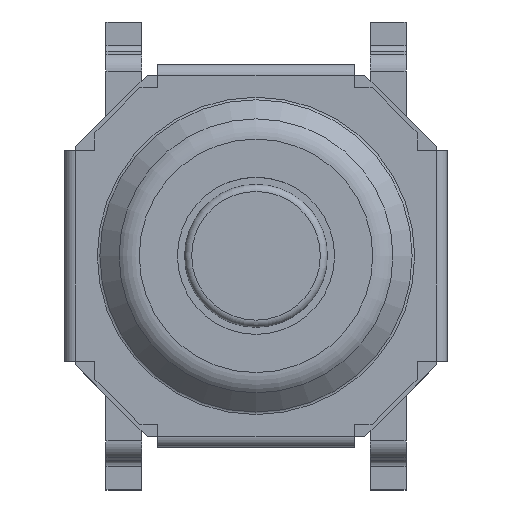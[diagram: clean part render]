
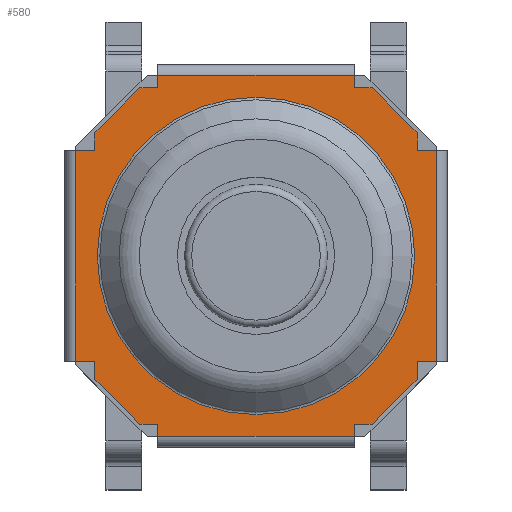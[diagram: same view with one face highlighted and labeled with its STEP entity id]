
A CAD part, top view. The second image highlights one B-rep face of the part: STEP entity #580.
In plain terms, the highlighted planar face has unit normal (0, 0, 1).
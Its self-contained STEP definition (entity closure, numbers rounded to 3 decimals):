
#580=ADVANCED_FACE('',(#2197,#2199),#2201,.T.);
#2197=FACE_BOUND('',#2198,.T.);
#2198=EDGE_LOOP('',(#3424,#3425,#3426,#3427,#3428,#3429,#3430,#3431,#3432,#3433,
#3434,#3435,#3436,#3437,#3438,#3439,#3440,#3441,#3442,#3443,#3444,#3445,#3446,#3447));
#2199=FACE_BOUND('',#2200,.T.);
#2200=EDGE_LOOP('',(#3448));
#2201=PLANE('',#2202);
#2202=AXIS2_PLACEMENT_3D('',#2203,#2204,#2205);
#2203=CARTESIAN_POINT('',(0.,0.,0.9));
#2204=DIRECTION('',(0.,0.,1.));
#2205=DIRECTION('',(1.,0.,0.));
#3424=ORIENTED_EDGE('',*,*,#4237,.T.);
#3425=ORIENTED_EDGE('',*,*,#4226,.T.);
#3426=ORIENTED_EDGE('',*,*,#4223,.T.);
#3427=ORIENTED_EDGE('',*,*,#4221,.T.);
#3428=ORIENTED_EDGE('',*,*,#4219,.T.);
#3429=ORIENTED_EDGE('',*,*,#4217,.T.);
#3430=ORIENTED_EDGE('',*,*,#4238,.T.);
#3431=ORIENTED_EDGE('',*,*,#4212,.T.);
#3432=ORIENTED_EDGE('',*,*,#4209,.T.);
#3433=ORIENTED_EDGE('',*,*,#4207,.T.);
#3434=ORIENTED_EDGE('',*,*,#4205,.T.);
#3435=ORIENTED_EDGE('',*,*,#4203,.T.);
#3436=ORIENTED_EDGE('',*,*,#4239,.T.);
#3437=ORIENTED_EDGE('',*,*,#4198,.T.);
#3438=ORIENTED_EDGE('',*,*,#4195,.T.);
#3439=ORIENTED_EDGE('',*,*,#4193,.T.);
#3440=ORIENTED_EDGE('',*,*,#4191,.T.);
#3441=ORIENTED_EDGE('',*,*,#4189,.T.);
#3442=ORIENTED_EDGE('',*,*,#4240,.T.);
#3443=ORIENTED_EDGE('',*,*,#4184,.T.);
#3444=ORIENTED_EDGE('',*,*,#4181,.T.);
#3445=ORIENTED_EDGE('',*,*,#4179,.T.);
#3446=ORIENTED_EDGE('',*,*,#4177,.T.);
#3447=ORIENTED_EDGE('',*,*,#4175,.T.);
#3448=ORIENTED_EDGE('',*,*,#4241,.F.);
#4175=EDGE_CURVE('',#4703,#4701,#4704,.T.);
#4177=EDGE_CURVE('',#4706,#4703,#4707,.T.);
#4179=EDGE_CURVE('',#4709,#4706,#4710,.T.);
#4181=EDGE_CURVE('',#4712,#4709,#4713,.T.);
#4184=EDGE_CURVE('',#4715,#4712,#4717,.T.);
#4189=EDGE_CURVE('',#4725,#4723,#4726,.T.);
#4191=EDGE_CURVE('',#4728,#4725,#4729,.T.);
#4193=EDGE_CURVE('',#4731,#4728,#4732,.T.);
#4195=EDGE_CURVE('',#4734,#4731,#4735,.T.);
#4198=EDGE_CURVE('',#4737,#4734,#4739,.T.);
#4203=EDGE_CURVE('',#4747,#4745,#4748,.T.);
#4205=EDGE_CURVE('',#4750,#4747,#4751,.T.);
#4207=EDGE_CURVE('',#4753,#4750,#4754,.T.);
#4209=EDGE_CURVE('',#4756,#4753,#4757,.T.);
#4212=EDGE_CURVE('',#4759,#4756,#4761,.T.);
#4217=EDGE_CURVE('',#4769,#4767,#4770,.T.);
#4219=EDGE_CURVE('',#4772,#4769,#4773,.T.);
#4221=EDGE_CURVE('',#4775,#4772,#4776,.T.);
#4223=EDGE_CURVE('',#4778,#4775,#4779,.T.);
#4226=EDGE_CURVE('',#4781,#4778,#4783,.T.);
#4237=EDGE_CURVE('',#4701,#4781,#4801,.T.);
#4238=EDGE_CURVE('',#4767,#4759,#4802,.T.);
#4239=EDGE_CURVE('',#4745,#4737,#4803,.T.);
#4240=EDGE_CURVE('',#4723,#4715,#4804,.T.);
#4241=EDGE_CURVE('',#4805,#4805,#4806,.T.);
#4701=VERTEX_POINT('',#5653);
#4703=VERTEX_POINT('',#5657);
#4704=LINE('',#5658,#5659);
#4706=VERTEX_POINT('',#5664);
#4707=LINE('',#5665,#5666);
#4709=VERTEX_POINT('',#5671);
#4710=LINE('',#5672,#5673);
#4712=VERTEX_POINT('',#5678);
#4713=LINE('',#5679,#5680);
#4715=VERTEX_POINT('',#5685);
#4717=LINE('',#5689,#5690);
#4723=VERTEX_POINT('',#5705);
#4725=VERTEX_POINT('',#5709);
#4726=LINE('',#5710,#5711);
#4728=VERTEX_POINT('',#5716);
#4729=LINE('',#5717,#5718);
#4731=VERTEX_POINT('',#5723);
#4732=LINE('',#5724,#5725);
#4734=VERTEX_POINT('',#5730);
#4735=LINE('',#5731,#5732);
#4737=VERTEX_POINT('',#5737);
#4739=LINE('',#5741,#5742);
#4745=VERTEX_POINT('',#5757);
#4747=VERTEX_POINT('',#5761);
#4748=LINE('',#5762,#5763);
#4750=VERTEX_POINT('',#5768);
#4751=LINE('',#5769,#5770);
#4753=VERTEX_POINT('',#5775);
#4754=LINE('',#5776,#5777);
#4756=VERTEX_POINT('',#5782);
#4757=LINE('',#5783,#5784);
#4759=VERTEX_POINT('',#5789);
#4761=LINE('',#5793,#5794);
#4767=VERTEX_POINT('',#5809);
#4769=VERTEX_POINT('',#5813);
#4770=LINE('',#5814,#5815);
#4772=VERTEX_POINT('',#5820);
#4773=LINE('',#5821,#5822);
#4775=VERTEX_POINT('',#5827);
#4776=LINE('',#5828,#5829);
#4778=VERTEX_POINT('',#5834);
#4779=LINE('',#5835,#5836);
#4781=VERTEX_POINT('',#5841);
#4783=LINE('',#5845,#5846);
#4801=LINE('',#5890,#5891);
#4802=LINE('',#5893,#5894);
#4803=LINE('',#5896,#5897);
#4804=LINE('',#5899,#5900);
#4805=VERTEX_POINT('',#5902);
#4806=CIRCLE('',#5903,2.221);
#5653=CARTESIAN_POINT('',(2.525,-1.475,0.9));
#5657=CARTESIAN_POINT('',(2.254,-1.475,0.9));
#5658=CARTESIAN_POINT('',(2.254,-1.475,0.9));
#5659=VECTOR('',#5660,1.);
#5660=DIRECTION('',(1.,0.,0.));
#5664=CARTESIAN_POINT('',(2.254,-1.725,0.9));
#5665=CARTESIAN_POINT('',(2.254,-1.725,0.9));
#5666=VECTOR('',#5667,1.);
#5667=DIRECTION('',(0.,1.,0.));
#5671=CARTESIAN_POINT('',(1.625,-2.354,0.9));
#5672=CARTESIAN_POINT('',(1.625,-2.354,0.9));
#5673=VECTOR('',#5674,1.);
#5674=DIRECTION('',(0.707,0.707,0.));
#5678=CARTESIAN_POINT('',(1.375,-2.354,0.9));
#5679=CARTESIAN_POINT('',(1.375,-2.354,0.9));
#5680=VECTOR('',#5681,1.);
#5681=DIRECTION('',(1.,0.,0.));
#5685=CARTESIAN_POINT('',(1.375,-2.525,0.9));
#5689=CARTESIAN_POINT('',(1.375,-2.525,0.9));
#5690=VECTOR('',#5691,1.);
#5691=DIRECTION('',(0.,1.,0.));
#5705=CARTESIAN_POINT('',(-1.375,-2.525,0.9));
#5709=CARTESIAN_POINT('',(-1.375,-2.354,0.9));
#5710=CARTESIAN_POINT('',(-1.375,-2.354,0.9));
#5711=VECTOR('',#5712,1.);
#5712=DIRECTION('',(0.,-1.,0.));
#5716=CARTESIAN_POINT('',(-1.625,-2.354,0.9));
#5717=CARTESIAN_POINT('',(-1.625,-2.354,0.9));
#5718=VECTOR('',#5719,1.);
#5719=DIRECTION('',(1.,0.,0.));
#5723=CARTESIAN_POINT('',(-2.254,-1.725,0.9));
#5724=CARTESIAN_POINT('',(-2.254,-1.725,0.9));
#5725=VECTOR('',#5726,1.);
#5726=DIRECTION('',(0.707,-0.707,0.));
#5730=CARTESIAN_POINT('',(-2.254,-1.475,0.9));
#5731=CARTESIAN_POINT('',(-2.254,-1.475,0.9));
#5732=VECTOR('',#5733,1.);
#5733=DIRECTION('',(0.,-1.,0.));
#5737=CARTESIAN_POINT('',(-2.525,-1.475,0.9));
#5741=CARTESIAN_POINT('',(-2.525,-1.475,0.9));
#5742=VECTOR('',#5743,1.);
#5743=DIRECTION('',(1.,0.,0.));
#5757=CARTESIAN_POINT('',(-2.525,1.475,0.9));
#5761=CARTESIAN_POINT('',(-2.254,1.475,0.9));
#5762=CARTESIAN_POINT('',(-2.254,1.475,0.9));
#5763=VECTOR('',#5764,1.);
#5764=DIRECTION('',(-1.,0.,0.));
#5768=CARTESIAN_POINT('',(-2.254,1.725,0.9));
#5769=CARTESIAN_POINT('',(-2.254,1.725,0.9));
#5770=VECTOR('',#5771,1.);
#5771=DIRECTION('',(0.,-1.,0.));
#5775=CARTESIAN_POINT('',(-1.625,2.354,0.9));
#5776=CARTESIAN_POINT('',(-1.625,2.354,0.9));
#5777=VECTOR('',#5778,1.);
#5778=DIRECTION('',(-0.707,-0.707,0.));
#5782=CARTESIAN_POINT('',(-1.375,2.354,0.9));
#5783=CARTESIAN_POINT('',(-1.375,2.354,0.9));
#5784=VECTOR('',#5785,1.);
#5785=DIRECTION('',(-1.,0.,0.));
#5789=CARTESIAN_POINT('',(-1.375,2.525,0.9));
#5793=CARTESIAN_POINT('',(-1.375,2.525,0.9));
#5794=VECTOR('',#5795,1.);
#5795=DIRECTION('',(0.,-1.,0.));
#5809=CARTESIAN_POINT('',(1.375,2.525,0.9));
#5813=CARTESIAN_POINT('',(1.375,2.354,0.9));
#5814=CARTESIAN_POINT('',(1.375,2.354,0.9));
#5815=VECTOR('',#5816,1.);
#5816=DIRECTION('',(0.,1.,0.));
#5820=CARTESIAN_POINT('',(1.625,2.354,0.9));
#5821=CARTESIAN_POINT('',(1.625,2.354,0.9));
#5822=VECTOR('',#5823,1.);
#5823=DIRECTION('',(-1.,0.,0.));
#5827=CARTESIAN_POINT('',(2.254,1.725,0.9));
#5828=CARTESIAN_POINT('',(2.254,1.725,0.9));
#5829=VECTOR('',#5830,1.);
#5830=DIRECTION('',(-0.707,0.707,0.));
#5834=CARTESIAN_POINT('',(2.254,1.475,0.9));
#5835=CARTESIAN_POINT('',(2.254,1.475,0.9));
#5836=VECTOR('',#5837,1.);
#5837=DIRECTION('',(0.,1.,0.));
#5841=CARTESIAN_POINT('',(2.525,1.475,0.9));
#5845=CARTESIAN_POINT('',(2.525,1.475,0.9));
#5846=VECTOR('',#5847,1.);
#5847=DIRECTION('',(-1.,0.,0.));
#5890=CARTESIAN_POINT('',(2.525,-1.475,0.9));
#5891=VECTOR('',#5892,1.);
#5892=DIRECTION('',(0.,1.,0.));
#5893=CARTESIAN_POINT('',(1.375,2.525,0.9));
#5894=VECTOR('',#5895,1.);
#5895=DIRECTION('',(-1.,0.,0.));
#5896=CARTESIAN_POINT('',(-2.525,1.475,0.9));
#5897=VECTOR('',#5898,1.);
#5898=DIRECTION('',(0.,-1.,0.));
#5899=CARTESIAN_POINT('',(-1.375,-2.525,0.9));
#5900=VECTOR('',#5901,1.);
#5901=DIRECTION('',(1.,0.,0.));
#5902=CARTESIAN_POINT('',(2.221,0.,0.9));
#5903=AXIS2_PLACEMENT_3D('',#5904,#5905,#5906);
#5904=CARTESIAN_POINT('',(0.,0.,0.9));
#5905=DIRECTION('',(0.,0.,1.));
#5906=DIRECTION('',(1.,0.,0.));
